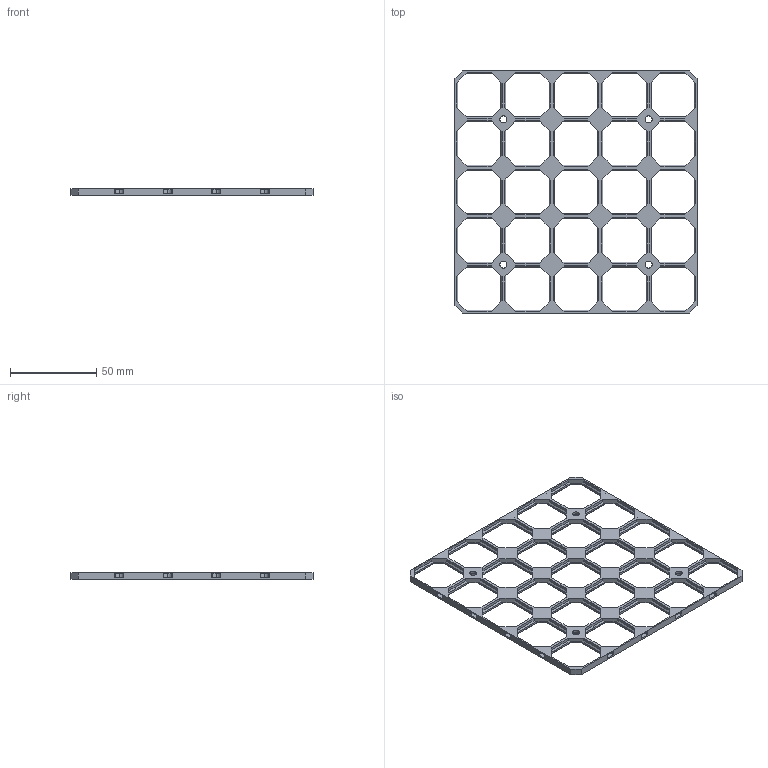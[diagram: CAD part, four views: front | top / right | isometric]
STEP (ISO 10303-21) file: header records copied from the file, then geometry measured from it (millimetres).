
FILE_DESCRIPTION(('HOOPS Exchange Step'),'2;1');
FILE_NAME('temp_export','2025-03-02T21:46:52+01:00',('ddanier'),('Shapr3D Limited'),'HOOPS Exchange 2024.8','Shapr3D','Authorized');
FILE_SCHEMA( ('AP242_MANAGED_MODEL_BASED_3D_ENGINEERING_MIM_LF {1 0 10303 442 1 1 4}') );
Length unit declared in the file: millimetre
Products named in the file (1): openGrid Lite 5x5
Bounding box: 140 x 140 x 4 mm (x, y, z)
Volume: 16348.7 mm3; surface area: 21105.3 mm2
Topology: 1 solids, 1 shells, 814 faces, 2180 edges, 1384 vertices
Faces by surface type: plane 674, cylinder 136, cone 4
Full cylindrical faces by diameter (mm): 4.1 x4, 7.2 x4
Entity records: 25004 total; most frequent: CARTESIAN_POINT 4380, ORIENTED_EDGE 4360, DIRECTION 4084, EDGE_CURVE 2180, VECTOR 1908, LINE 1908, VERTEX_POINT 1384, AXIS2_PLACEMENT_3D 1088
